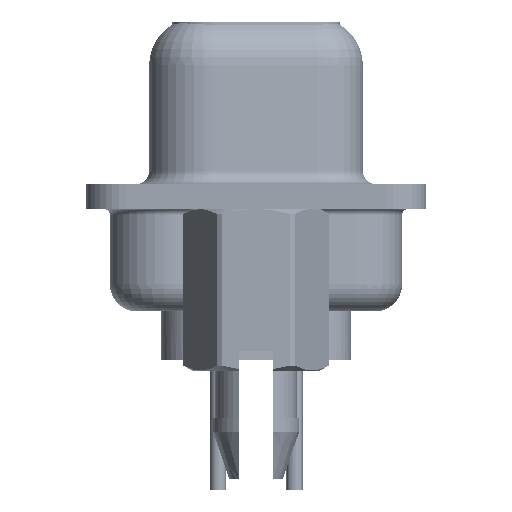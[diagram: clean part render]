
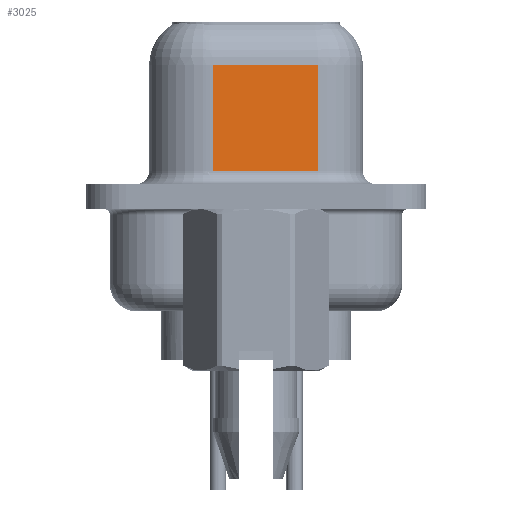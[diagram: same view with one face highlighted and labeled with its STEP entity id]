
A CAD part, left-side view. The second image highlights one B-rep face of the part: STEP entity #3025.
In plain terms, the highlighted planar face has unit normal (-0.985, -0.174, 0).
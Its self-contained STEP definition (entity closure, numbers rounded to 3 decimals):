
#82 = EDGE_LOOP ( 'NONE', ( #28628, #20634, #18513, #20952 ) ) ;
#474 = VERTEX_POINT ( 'NONE', #1154 ) ;
#1154 = CARTESIAN_POINT ( 'NONE',  ( 5.068, -2.297, 0.95 ) ) ;
#1546 = CARTESIAN_POINT ( 'NONE',  ( 5.068, -2.297, 6.6 ) ) ;
#3025 = ADVANCED_FACE ( 'NONE', ( #4131 ), #3625, .F. ) ;
#3060 = CARTESIAN_POINT ( 'NONE',  ( 5.068, -2.297, 4.85 ) ) ;
#3249 = LINE ( 'NONE', #8053, #14381 ) ;
#3625 = PLANE ( 'NONE',  #23119 ) ;
#4131 = FACE_OUTER_BOUND ( 'NONE', #82, .T. ) ;
#4148 = CARTESIAN_POINT ( 'NONE',  ( 4.38, 1.603, 6.6 ) ) ;
#4737 = VERTEX_POINT ( 'NONE', #27581 ) ;
#7831 = VECTOR ( 'NONE', #33880, 1000. ) ;
#8053 = CARTESIAN_POINT ( 'NONE',  ( 5.068, -2.297, 6.6 ) ) ;
#8218 = DIRECTION ( 'NONE',  ( 0., 0., -1. ) ) ;
#8804 = EDGE_CURVE ( 'NONE', #17772, #474, #3249, .T. ) ;
#9629 = DIRECTION ( 'NONE',  ( 0.174, -0.985, 0. ) ) ;
#10307 = VECTOR ( 'NONE', #22340, 1000. ) ;
#10692 = LINE ( 'NONE', #28528, #7831 ) ;
#14090 = VERTEX_POINT ( 'NONE', #23557 ) ;
#14381 = VECTOR ( 'NONE', #8218, 1000. ) ;
#17016 = EDGE_CURVE ( 'NONE', #4737, #474, #19608, .T. ) ;
#17772 = VERTEX_POINT ( 'NONE', #3060 ) ;
#18513 = ORIENTED_EDGE ( 'NONE', *, *, #27404, .T. ) ;
#19608 = LINE ( 'NONE', #22696, #27310 ) ;
#20634 = ORIENTED_EDGE ( 'NONE', *, *, #32019, .T. ) ;
#20952 = ORIENTED_EDGE ( 'NONE', *, *, #17016, .T. ) ;
#21997 = LINE ( 'NONE', #4148, #10307 ) ;
#22340 = DIRECTION ( 'NONE',  ( 0., 0., -1. ) ) ;
#22492 = DIRECTION ( 'NONE',  ( 0.985, 0.174, 0. ) ) ;
#22696 = CARTESIAN_POINT ( 'NONE',  ( 5.068, -2.297, 0.95 ) ) ;
#23119 = AXIS2_PLACEMENT_3D ( 'NONE', #1546, #22492, #32959 ) ;
#23557 = CARTESIAN_POINT ( 'NONE',  ( 4.38, 1.603, 4.85 ) ) ;
#27310 = VECTOR ( 'NONE', #9629, 1000. ) ;
#27404 = EDGE_CURVE ( 'NONE', #14090, #4737, #21997, .T. ) ;
#27581 = CARTESIAN_POINT ( 'NONE',  ( 4.38, 1.603, 0.95 ) ) ;
#28528 = CARTESIAN_POINT ( 'NONE',  ( 5.068, -2.297, 4.85 ) ) ;
#28628 = ORIENTED_EDGE ( 'NONE', *, *, #8804, .F. ) ;
#32019 = EDGE_CURVE ( 'NONE', #17772, #14090, #10692, .T. ) ;
#32959 = DIRECTION ( 'NONE',  ( -0.174, 0.985, 0. ) ) ;
#33880 = DIRECTION ( 'NONE',  ( -0.174, 0.985, 0. ) ) ;
